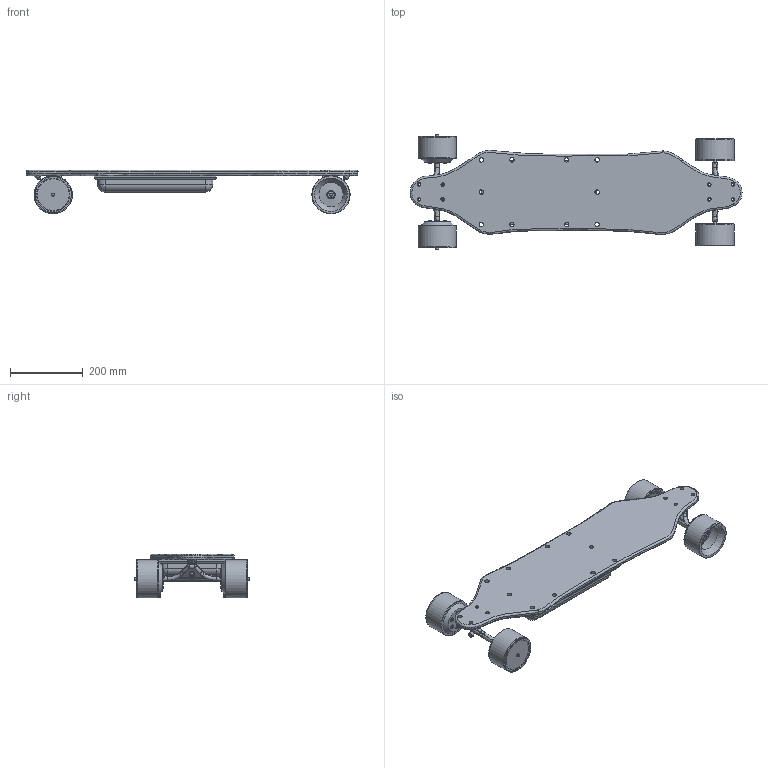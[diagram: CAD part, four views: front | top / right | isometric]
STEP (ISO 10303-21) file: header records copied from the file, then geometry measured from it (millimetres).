
FILE_DESCRIPTION(/* description */ (''),/* implementation_level */ '2;1');
FILE_NAME(/* name */ 'Electric skateboard 1 v12.step',/* time_stamp */ '2025-07-30T07:34:01+12:00',/* author */ (''),/* organization */ (''),/* preprocessor_version */ 'ST-DEVELOPER v20.1',/* originating_system */ 'Autodesk Translation Framework v14.10.0.0',/* authorisation */ '');
FILE_SCHEMA (('AUTOMOTIVE_DESIGN { 1 0 10303 214 3 1 1 }'));
Length unit declared in the file: millimetre
Products named in the file (2): Electric skateboard 1; 5972K91_Ball Bearing
Assembly tree (1 placements, depth 2):
  Electric skateboard 1
    5972K91_Ball Bearing
Bounding box: 910.5 x 314 x 119.72 mm (x, y, z)
Volume: 5178836.6 mm3; surface area: 833038.7 mm2
Topology: 28 solids, 30 shells, 737 faces, 1663 edges, 1002 vertices
Faces by surface type: cylinder 296, plane 223, bspline 64, torus 60, cone 58, sphere 36
Full cylindrical faces by diameter (mm): 4 x2, 5 x18, 8 x20, 9.315 x2, 10 x20, 12 x30, 14 x1, 16 x7, 18 x12, 20.5 x4, 22.5 x8, 91 x2, 99 x2, 105 x4
Entity records: 25003 total; most frequent: CARTESIAN_POINT 7992, DIRECTION 3765, ORIENTED_EDGE 3306, EDGE_CURVE 1653, AXIS2_PLACEMENT_3D 1538, VERTEX_POINT 1002, EDGE_LOOP 905, FACE_OUTER_BOUND 737
